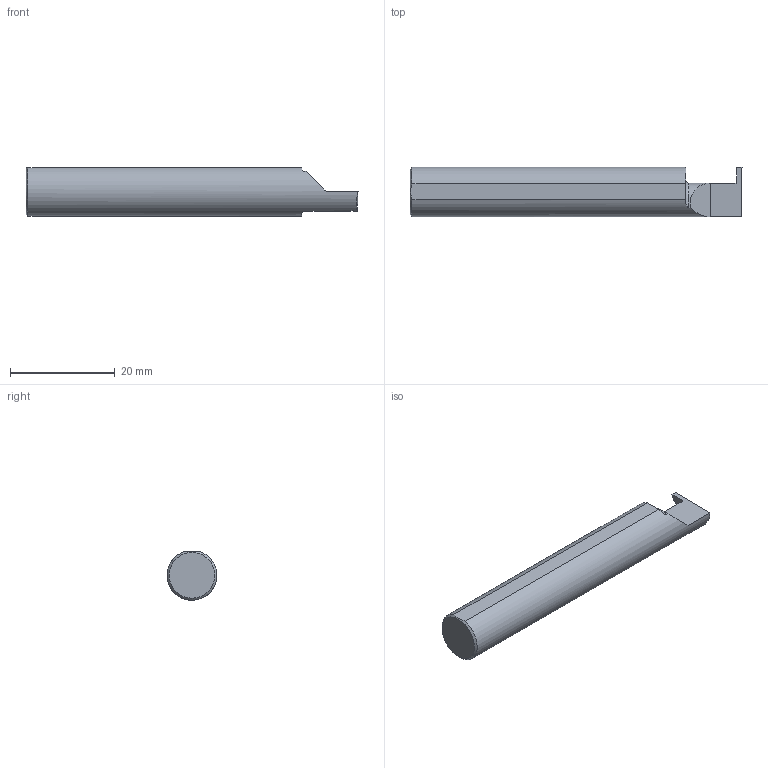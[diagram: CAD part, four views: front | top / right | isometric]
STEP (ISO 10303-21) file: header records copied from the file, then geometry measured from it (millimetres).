
FILE_DESCRIPTION (( 'STEP AP203' ), '1' );
FILE_NAME ('221121-GT039-6.STEP', '2024-07-15T18:33:12', ( '' ), ( '' ), 'SwSTEP 2.0', 'SolidWorks 2024', '' );
FILE_SCHEMA (( 'CONFIG_CONTROL_DESIGN' ));
Length unit declared in the file: inch
Products named in the file (1): 221121-GT039-6
Bounding box: 63.5 x 9.51 x 9.26 mm (x, y, z)
Volume: 3993.1 mm3; surface area: 1918.8 mm2
Topology: 1 solids, 1 shells, 19 faces, 51 edges, 34 vertices
Faces by surface type: plane 9, bspline 4, cylinder 3, cone 2, torus 1
Entity records: 918 total; most frequent: CARTESIAN_POINT 417, ORIENTED_EDGE 102, DIRECTION 67, EDGE_CURVE 51, VERTEX_POINT 34, AXIS2_PLACEMENT_3D 24, EDGE_LOOP 19, B_SPLINE_CURVE_WITH_KNOTS 19
